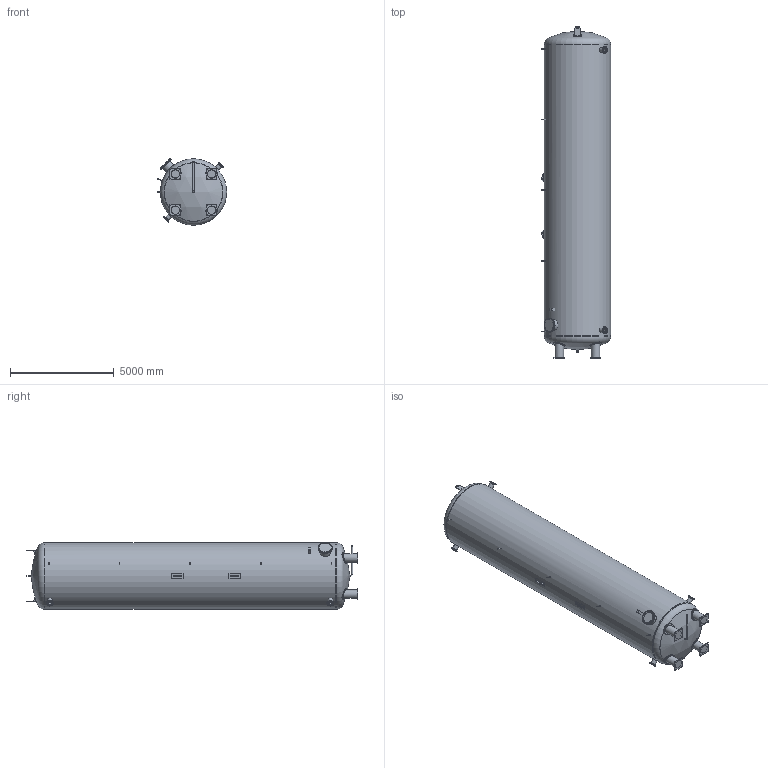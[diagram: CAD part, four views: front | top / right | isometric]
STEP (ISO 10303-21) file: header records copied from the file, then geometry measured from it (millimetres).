
FILE_DESCRIPTION(/* description */ (''),/* implementation_level */ '2;1');
FILE_NAME(/* name */ 'Ø3200_118_3_200_RF_WZ2.stp',/* time_stamp */ '2020-07-08T12:59:05+02:00',/* author */ ('ch'),/* organization */ ('DEHOUST GmbH Heidenau'),/* preprocessor_version */ 'ST-DEVELOPER v17.2',/* originating_system */ 'Autodesk Inventor 2019',/* authorisation */ '');
FILE_SCHEMA (('AUTOMOTIVE_DESIGN { 1 0 10303 214 3 1 1 }'));
Length unit declared in the file: millimetre
Products named in the file (28): 814751; Klöpper_Gew_PL2019-06; Klöpper_Gew_PL2019-04; Zyl_Ø3200_8x14000_2019; TÖB_Puffer_PL2019-03; Fuß_Puffer_PL2019-03; Dom DN500_1092-1-01_PN10_12x370_2019; DIN EN 10220-1 - 508 x 12,5 - 370; Flansch EN1092-1_01_DN500_PN10; B-Flansch EN1092-1_05_DN500_PN10; DN200_Ø3200_180°_200_mB; DIN EN 10220-1 - 219,1 x 6,3 - 1380; DIN 2633 schweißhalsflansch Typ C Serie 1 (ISO) - PN 16 200 x 219.
1; DIN 2605 90 Grad Schenkelrohrtyp 3 219.1 - 6.3S; TÖM_100+_Ø3200_schwer_2018; Muffe Thermo Iso200; DIN EN 10220-1 - 26,9 x 2,6 - 250; ISO 4145 Fassung M2 1/2; Iso200_Ø3200_118_Alu; Entlüftung 1 Iso200_2019; DIN EN 10220-1 - 33,7 x 3,2 - 230; ISO 4145 Fassung M2 1; Schildbrücke Pu-Iso200; Entleerung 2_ mB_1350; DIN EN 10220-1 - 60,3 x 4 - 50; DIN EN 10220-1 - 60,3 x 4 - 1350; DIN 2605 90 Grad Schenkelrohrtyp 3 60.3 - 2S; ISO 4144 Fassung S2 2
Assembly tree (39 placements, depth 3):
  814751
    Klöpper_Gew_PL2019-06
    Klöpper_Gew_PL2019-04
    Zyl_Ø3200_8x14000_2019
    TÖB_Puffer_PL2019-03  x2
    Fuß_Puffer_PL2019-03  x4
    Dom DN500_1092-1-01_PN10_12x370_2019
      DIN EN 10220-1 - 508 x 12,5 - 370
      Flansch EN1092-1_01_DN500_PN10
      B-Flansch EN1092-1_05_DN500_PN10
    DN200_Ø3200_180°_200_mB  x4
      DIN EN 10220-1 - 219,1 x 6,3 - 1380
      DIN 2633 schweißhalsflansch Typ C Serie 1 (ISO) - PN 16 200 x 219.
1
      DIN 2605 90 Grad Schenkelrohrtyp 3 219.1 - 6.3S
    TÖM_100+_Ø3200_schwer_2018  x2
    Muffe Thermo Iso200  x5
      DIN EN 10220-1 - 26,9 x 2,6 - 250
      ISO 4145 Fassung M2 1/2
    Iso200_Ø3200_118_Alu
    Entlüftung 1 Iso200_2019
      DIN EN 10220-1 - 33,7 x 3,2 - 230
      ISO 4145 Fassung M2 1
    Schildbrücke Pu-Iso200
    Entleerung 2_ mB_1350
      DIN EN 10220-1 - 60,3 x 4 - 50
      DIN EN 10220-1 - 60,3 x 4 - 1350
      DIN 2605 90 Grad Schenkelrohrtyp 3 60.3 - 2S
      ISO 4144 Fassung S2 2
Bounding box: 3342.95 x 15979.61 x 3202.3 mm (x, y, z)
Volume: 1821564287.4 mm3; surface area: 352054659.3 mm2
Topology: 58 solids, 58 shells, 457 faces, 1091 edges, 756 vertices
Faces by surface type: cylinder 231, plane 176, torus 26, sphere 20, cone 4
Full cylindrical faces by diameter (mm): 5.8 x4, 18.631 x5, 21.7 x5, 22 x48, 24 x16, 26 x40, 26.4 x5, 26.9 x10, 27.3 x1, 30.291 x1, 33.7 x1, 39.5 x1, 52.3 x2, 56.656 x1, 60 x2, 60.3 x4, 68 x1, 72 x2, 206.5 x4, 207.3 x4, 219.1 x12, 268 x4, 340 x4, 388.8 x4, 406.4 x4, 483 x1, 508 x2, 513.5 x1, 560 x4, 670 x2
Entity records: 10214 total; most frequent: CARTESIAN_POINT 2910, DIRECTION 1413, ORIENTED_EDGE 1164, AXIS2_PLACEMENT_3D 594, EDGE_CURVE 582, EDGE_LOOP 417, VERTEX_POINT 403, CIRCLE 291
